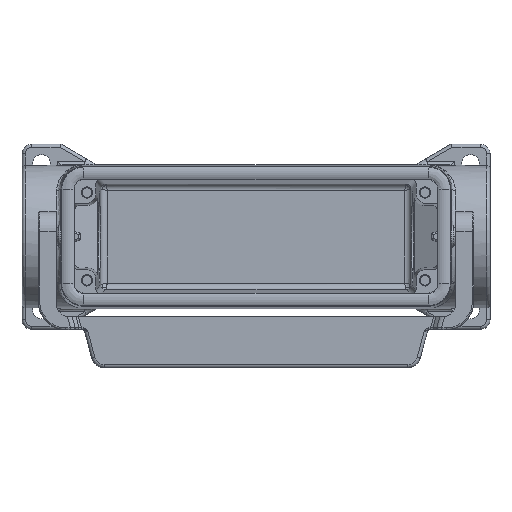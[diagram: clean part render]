
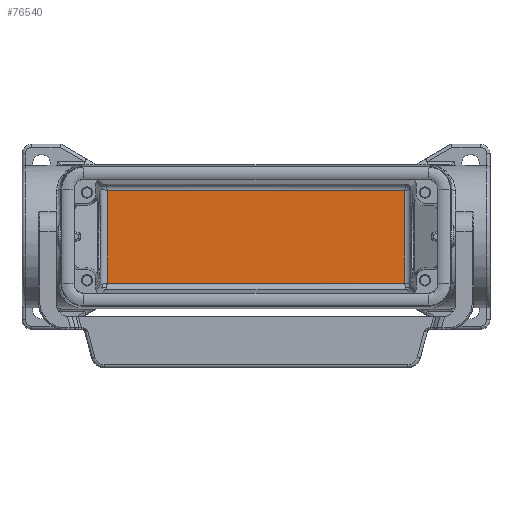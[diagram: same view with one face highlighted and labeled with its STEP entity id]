
A CAD part, top view. The second image highlights one B-rep face of the part: STEP entity #76540.
In plain terms, the highlighted planar face has unit normal (0, 0, 1).
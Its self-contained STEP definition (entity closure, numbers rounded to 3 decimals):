
#30000=CARTESIAN_POINT('',(60.319,25.922,3.))
;
#30010=DIRECTION('',(-1.,0.,0.));
#30020=VECTOR('',#30010,1.);
#30030=LINE('',#30000,#30020);
#30040=CARTESIAN_POINT('',(106.102,25.922,
3.));
#30050=VERTEX_POINT('',#30040);
#30060=CARTESIAN_POINT('',(14.535,25.922,
3.));
#30070=VERTEX_POINT('',#30060);
#30080=EDGE_CURVE('',#30050,#30070,#30030,.T.);
#39500=CARTESIAN_POINT('',(97.269,40.205,3.));
#39510=DIRECTION('',(0.,0.,1.));
#39520=DIRECTION('',(-1.,0.,0.));
#39530=AXIS2_PLACEMENT_3D('',#39500,#39510,#39520);
#39540=PLANE('',#39530);
#42960=CARTESIAN_POINT('',(106.102,54.488,
3.));
#42970=VERTEX_POINT('',#42960);
#59470=CARTESIAN_POINT('',(14.535,54.488,
3.));
#59480=VERTEX_POINT('',#59470);
#66930=CARTESIAN_POINT('',(14.535,40.205,3.));
#66940=DIRECTION('',(0.,1.,0.));
#66950=VECTOR('',#66940,1.);
#66960=LINE('',#66930,#66950);
#66970=EDGE_CURVE('',#30070,#59480,#66960,.T.);
#76380=ORIENTED_EDGE('',*,*,#30080,.F.);
#76390=ORIENTED_EDGE('',*,*,#66970,.F.);
#76400=CARTESIAN_POINT('',(60.319,54.488,3.))
;
#76410=DIRECTION('',(-1.,0.,0.));
#76420=VECTOR('',#76410,1.);
#76430=LINE('',#76400,#76420);
#76440=EDGE_CURVE('',#42970,#59480,#76430,.T.);
#76450=ORIENTED_EDGE('',*,*,#76440,.T.);
#76460=CARTESIAN_POINT('',(106.102,40.205,3.));
#76470=DIRECTION('',(0.,1.,0.));
#76480=VECTOR('',#76470,1.);
#76490=LINE('',#76460,#76480);
#76500=EDGE_CURVE('',#30050,#42970,#76490,.T.);
#76510=ORIENTED_EDGE('',*,*,#76500,.T.);
#76520=EDGE_LOOP('',(#76510,#76450,#76390,#76380));
#76530=FACE_OUTER_BOUND('',#76520,.T.);
#76540=ADVANCED_FACE('',(#76530),#39540,.T.);
